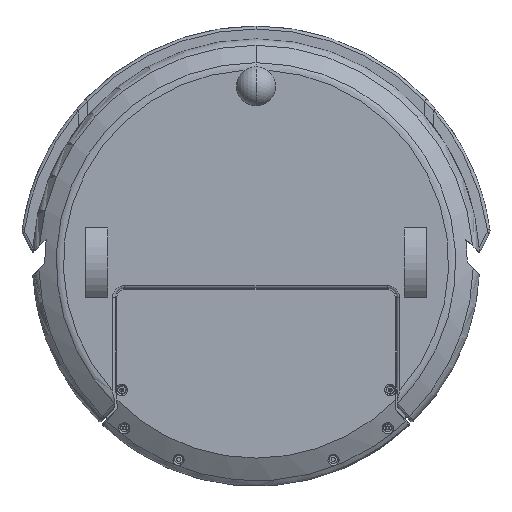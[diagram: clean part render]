
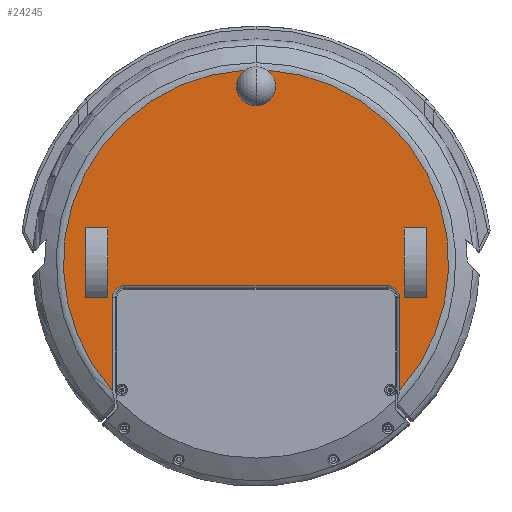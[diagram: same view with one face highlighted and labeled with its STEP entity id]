
A CAD part, front view. The second image highlights one B-rep face of the part: STEP entity #24245.
In plain terms, the highlighted planar face has unit normal (0, -1, 0).
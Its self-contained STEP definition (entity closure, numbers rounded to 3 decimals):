
#200 = CARTESIAN_POINT ( 'NONE',  ( 109.35, 10.62, 25.531 ) ) ;
#572 = CARTESIAN_POINT ( 'NONE',  ( 125.65, 10.62, 0. ) ) ;
#926 = DIRECTION ( 'NONE',  ( 0., 0., 1. ) ) ;
#959 = CARTESIAN_POINT ( 'NONE',  ( -96.837, 10.62, -16.992 ) ) ;
#1562 = DIRECTION ( 'NONE',  ( 0., -1., 0. ) ) ;
#2005 = VERTEX_POINT ( 'NONE', #3631 ) ;
#2035 = ORIENTED_EDGE ( 'NONE', *, *, #29082, .F. ) ;
#2051 = VECTOR ( 'NONE', #926, 1000. ) ;
#2056 = CARTESIAN_POINT ( 'NONE',  ( -109.35, 10.62, 25.531 ) ) ;
#2167 = LINE ( 'NONE', #16553, #18845 ) ;
#2331 = EDGE_CURVE ( 'NONE', #19024, #25832, #31613, .T. ) ;
#2665 = DIRECTION ( 'NONE',  ( 0., 0., 1. ) ) ;
#2874 = CARTESIAN_POINT ( 'NONE',  ( 125.65, 10.62, -25.531 ) ) ;
#2996 = DIRECTION ( 'NONE',  ( 1., 0., 0. ) ) ;
#3391 = AXIS2_PLACEMENT_3D ( 'NONE', #7210, #20115, #23626 ) ;
#3466 = ORIENTED_EDGE ( 'NONE', *, *, #27533, .F. ) ;
#3631 = CARTESIAN_POINT ( 'NONE',  ( -125.65, 10.62, 25.531 ) ) ;
#4611 = CARTESIAN_POINT ( 'NONE',  ( 96.837, 10.62, -16.992 ) ) ;
#5242 = CIRCLE ( 'NONE', #18701, 14.346 ) ;
#5929 = VERTEX_POINT ( 'NONE', #2056 ) ;
#6274 = AXIS2_PLACEMENT_3D ( 'NONE', #32891, #33132, #35548 ) ;
#6743 = VECTOR ( 'NONE', #33732, 1000. ) ;
#6960 = VECTOR ( 'NONE', #24884, 1000. ) ;
#7129 = ORIENTED_EDGE ( 'NONE', *, *, #34555, .T. ) ;
#7130 = AXIS2_PLACEMENT_3D ( 'NONE', #20285, #23048, #12163 ) ;
#7210 = CARTESIAN_POINT ( 'NONE',  ( -96.837, 10.62, -26.035 ) ) ;
#7582 = DIRECTION ( 'NONE',  ( 0., 0., -1. ) ) ;
#7642 = ORIENTED_EDGE ( 'NONE', *, *, #20316, .T. ) ;
#7644 = VERTEX_POINT ( 'NONE', #20423 ) ;
#7987 = CARTESIAN_POINT ( 'NONE',  ( 0., 10.62, 130. ) ) ;
#8035 = ORIENTED_EDGE ( 'NONE', *, *, #14035, .T. ) ;
#8058 = EDGE_CURVE ( 'NONE', #11385, #19901, #31936, .T. ) ;
#8277 = VERTEX_POINT ( 'NONE', #31066 ) ;
#8446 = CIRCLE ( 'NONE', #7130, 142.082 ) ;
#8683 = CARTESIAN_POINT ( 'NONE',  ( -105.881, 10.62, -94.745 ) ) ;
#9483 = VECTOR ( 'NONE', #28996, 1000. ) ;
#9582 = EDGE_CURVE ( 'NONE', #31520, #13312, #5242, .T. ) ;
#9583 = ORIENTED_EDGE ( 'NONE', *, *, #17518, .T. ) ;
#10399 = EDGE_CURVE ( 'NONE', #33019, #13290, #33113, .T. ) ;
#11139 = EDGE_CURVE ( 'NONE', #7644, #30533, #27874, .T. ) ;
#11385 = VERTEX_POINT ( 'NONE', #4611 ) ;
#11434 = CARTESIAN_POINT ( 'NONE',  ( -125.65, 10.62, -25.531 ) ) ;
#11784 = VECTOR ( 'NONE', #7582, 1000. ) ;
#12163 = DIRECTION ( 'NONE',  ( 0., 0., 1. ) ) ;
#12554 = VECTOR ( 'NONE', #25006, 1000. ) ;
#12963 = ORIENTED_EDGE ( 'NONE', *, *, #31038, .F. ) ;
#12982 = FACE_BOUND ( 'NONE', #24088, .T. ) ;
#13135 = VECTOR ( 'NONE', #2996, 1000. ) ;
#13162 = ORIENTED_EDGE ( 'NONE', *, *, #9582, .F. ) ;
#13290 = VERTEX_POINT ( 'NONE', #11434 ) ;
#13312 = VERTEX_POINT ( 'NONE', #19443 ) ;
#13480 = DIRECTION ( 'NONE',  ( 1., 0., 0. ) ) ;
#13499 = EDGE_CURVE ( 'NONE', #25832, #11385, #28264, .T. ) ;
#13506 = CARTESIAN_POINT ( 'NONE',  ( -105.881, 10.62, 0. ) ) ;
#13592 = EDGE_LOOP ( 'NONE', ( #13973, #7642, #24826, #2035 ) ) ;
#13741 = VECTOR ( 'NONE', #19720, 1000. ) ;
#13912 = DIRECTION ( 'NONE',  ( 0., 1., 0. ) ) ;
#13973 = ORIENTED_EDGE ( 'NONE', *, *, #10399, .T. ) ;
#14035 = EDGE_CURVE ( 'NONE', #15444, #8277, #25683, .T. ) ;
#14751 = EDGE_CURVE ( 'NONE', #31520, #15692, #8446, .T. ) ;
#15369 = LINE ( 'NONE', #31261, #2051 ) ;
#15444 = VERTEX_POINT ( 'NONE', #26930 ) ;
#15692 = VERTEX_POINT ( 'NONE', #8683 ) ;
#15845 = ORIENTED_EDGE ( 'NONE', *, *, #31453, .F. ) ;
#15906 = DIRECTION ( 'NONE',  ( 0., 0., -1. ) ) ;
#16251 = DIRECTION ( 'NONE',  ( 0., -1., 0. ) ) ;
#16532 = DIRECTION ( 'NONE',  ( 0., 0., 1. ) ) ;
#16553 = CARTESIAN_POINT ( 'NONE',  ( 109.35, 10.62, 0. ) ) ;
#17140 = CARTESIAN_POINT ( 'NONE',  ( 125.65, 10.62, 25.531 ) ) ;
#17518 = EDGE_CURVE ( 'NONE', #19901, #15444, #26373, .T. ) ;
#17995 = VERTEX_POINT ( 'NONE', #200 ) ;
#18326 = ORIENTED_EDGE ( 'NONE', *, *, #13499, .T. ) ;
#18372 = CARTESIAN_POINT ( 'NONE',  ( 105.881, 10.62, -26.035 ) ) ;
#18701 = AXIS2_PLACEMENT_3D ( 'NONE', #29931, #16251, #27529 ) ;
#18845 = VECTOR ( 'NONE', #21823, 1000. ) ;
#19024 = VERTEX_POINT ( 'NONE', #25636 ) ;
#19391 = FACE_BOUND ( 'NONE', #13592, .T. ) ;
#19443 = CARTESIAN_POINT ( 'NONE',  ( 0., 10.62, 115.654 ) ) ;
#19720 = DIRECTION ( 'NONE',  ( 0., 0., -1. ) ) ;
#19811 = LINE ( 'NONE', #22242, #12554 ) ;
#19850 = CIRCLE ( 'NONE', #27461, 14.346 ) ;
#19901 = VERTEX_POINT ( 'NONE', #18372 ) ;
#20030 = ORIENTED_EDGE ( 'NONE', *, *, #24572, .F. ) ;
#20115 = DIRECTION ( 'NONE',  ( 0., 1., 0. ) ) ;
#20223 = CARTESIAN_POINT ( 'NONE',  ( -8.084, 10.62, 141.852 ) ) ;
#20285 = CARTESIAN_POINT ( 'NONE',  ( 0., 10.62, 0. ) ) ;
#20316 = EDGE_CURVE ( 'NONE', #13290, #2005, #15369, .T. ) ;
#20423 = CARTESIAN_POINT ( 'NONE',  ( 125.65, 10.62, 25.531 ) ) ;
#21637 = DIRECTION ( 'NONE',  ( 0., -1., 0. ) ) ;
#21823 = DIRECTION ( 'NONE',  ( 0., 0., -1. ) ) ;
#22088 = CARTESIAN_POINT ( 'NONE',  ( 0., 10.62, -16.992 ) ) ;
#22242 = CARTESIAN_POINT ( 'NONE',  ( -125.65, 10.62, 25.531 ) ) ;
#23048 = DIRECTION ( 'NONE',  ( 0., -1., 0. ) ) ;
#23471 = CARTESIAN_POINT ( 'NONE',  ( -125.65, 10.62, -25.531 ) ) ;
#23626 = DIRECTION ( 'NONE',  ( 0., 0., 1. ) ) ;
#23897 = ORIENTED_EDGE ( 'NONE', *, *, #14751, .T. ) ;
#24088 = EDGE_LOOP ( 'NONE', ( #12963, #29795, #15845, #3466 ) ) ;
#24245 = ADVANCED_FACE ( 'NONE', ( #34050, #19391, #12982 ), #30343, .F. ) ;
#24572 = EDGE_CURVE ( 'NONE', #13312, #8277, #19850, .T. ) ;
#24720 = LINE ( 'NONE', #2874, #13135 ) ;
#24741 = EDGE_CURVE ( 'NONE', #2005, #5929, #19811, .T. ) ;
#24826 = ORIENTED_EDGE ( 'NONE', *, *, #24741, .T. ) ;
#24884 = DIRECTION ( 'NONE',  ( 0., 0., 1. ) ) ;
#24974 = LINE ( 'NONE', #13506, #6960 ) ;
#25006 = DIRECTION ( 'NONE',  ( 1., 0., 0. ) ) ;
#25108 = VERTEX_POINT ( 'NONE', #26902 ) ;
#25636 = CARTESIAN_POINT ( 'NONE',  ( -105.881, 10.62, -26.035 ) ) ;
#25651 = LINE ( 'NONE', #32544, #31243 ) ;
#25683 = CIRCLE ( 'NONE', #26400, 142.082 ) ;
#25832 = VERTEX_POINT ( 'NONE', #959 ) ;
#26373 = LINE ( 'NONE', #26646, #11784 ) ;
#26400 = AXIS2_PLACEMENT_3D ( 'NONE', #31430, #1562, #28525 ) ;
#26646 = CARTESIAN_POINT ( 'NONE',  ( 105.881, 10.62, 0. ) ) ;
#26902 = CARTESIAN_POINT ( 'NONE',  ( 109.35, 10.62, -25.531 ) ) ;
#26930 = CARTESIAN_POINT ( 'NONE',  ( 105.881, 10.62, -94.745 ) ) ;
#27461 = AXIS2_PLACEMENT_3D ( 'NONE', #7987, #21637, #15906 ) ;
#27529 = DIRECTION ( 'NONE',  ( 0., 0., -1. ) ) ;
#27533 = EDGE_CURVE ( 'NONE', #17995, #25108, #2167, .T. ) ;
#27874 = LINE ( 'NONE', #572, #13741 ) ;
#28264 = LINE ( 'NONE', #22088, #34747 ) ;
#28525 = DIRECTION ( 'NONE',  ( 0., 0., 1. ) ) ;
#28631 = LINE ( 'NONE', #17140, #6743 ) ;
#28996 = DIRECTION ( 'NONE',  ( -1., 0., 0. ) ) ;
#29082 = EDGE_CURVE ( 'NONE', #33019, #5929, #25651, .T. ) ;
#29303 = AXIS2_PLACEMENT_3D ( 'NONE', #32650, #13912, #16532 ) ;
#29795 = ORIENTED_EDGE ( 'NONE', *, *, #11139, .T. ) ;
#29931 = CARTESIAN_POINT ( 'NONE',  ( 0., 10.62, 130. ) ) ;
#30343 = PLANE ( 'NONE',  #29303 ) ;
#30533 = VERTEX_POINT ( 'NONE', #31113 ) ;
#31038 = EDGE_CURVE ( 'NONE', #7644, #17995, #28631, .T. ) ;
#31066 = CARTESIAN_POINT ( 'NONE',  ( 8.084, 10.62, 141.852 ) ) ;
#31113 = CARTESIAN_POINT ( 'NONE',  ( 125.65, 10.62, -25.531 ) ) ;
#31243 = VECTOR ( 'NONE', #2665, 1000. ) ;
#31261 = CARTESIAN_POINT ( 'NONE',  ( -125.65, 10.62, 0. ) ) ;
#31430 = CARTESIAN_POINT ( 'NONE',  ( 0., 10.62, 0. ) ) ;
#31453 = EDGE_CURVE ( 'NONE', #25108, #30533, #24720, .T. ) ;
#31520 = VERTEX_POINT ( 'NONE', #20223 ) ;
#31613 = CIRCLE ( 'NONE', #3391, 9.044 ) ;
#31936 = CIRCLE ( 'NONE', #6274, 9.044 ) ;
#32215 = ORIENTED_EDGE ( 'NONE', *, *, #8058, .T. ) ;
#32544 = CARTESIAN_POINT ( 'NONE',  ( -109.35, 10.62, 0. ) ) ;
#32650 = CARTESIAN_POINT ( 'NONE',  ( 0., 10.62, 0. ) ) ;
#32891 = CARTESIAN_POINT ( 'NONE',  ( 96.837, 10.62, -26.035 ) ) ;
#33019 = VERTEX_POINT ( 'NONE', #33954 ) ;
#33113 = LINE ( 'NONE', #23471, #9483 ) ;
#33132 = DIRECTION ( 'NONE',  ( 0., 1., 0. ) ) ;
#33732 = DIRECTION ( 'NONE',  ( -1., 0., 0. ) ) ;
#33954 = CARTESIAN_POINT ( 'NONE',  ( -109.35, 10.62, -25.531 ) ) ;
#34050 = FACE_OUTER_BOUND ( 'NONE', #34408, .T. ) ;
#34229 = ORIENTED_EDGE ( 'NONE', *, *, #2331, .T. ) ;
#34408 = EDGE_LOOP ( 'NONE', ( #8035, #20030, #13162, #23897, #7129, #34229, #18326, #32215, #9583 ) ) ;
#34555 = EDGE_CURVE ( 'NONE', #15692, #19024, #24974, .T. ) ;
#34747 = VECTOR ( 'NONE', #13480, 1000. ) ;
#35548 = DIRECTION ( 'NONE',  ( 0., 0., 1. ) ) ;
